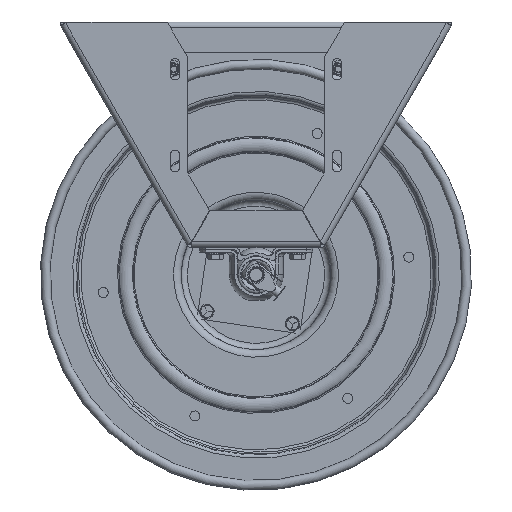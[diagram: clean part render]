
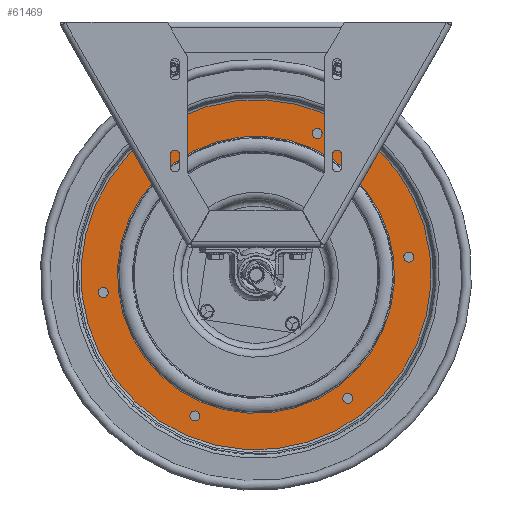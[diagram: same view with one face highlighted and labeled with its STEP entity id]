
A CAD part, front view. The second image highlights one B-rep face of the part: STEP entity #61469.
In plain terms, the highlighted planar face has unit normal (0, -1, 0).
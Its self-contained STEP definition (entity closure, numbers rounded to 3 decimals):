
#1572=FACE_BOUND('',#6774,.T.);
#1573=FACE_BOUND('',#6775,.T.);
#1574=FACE_BOUND('',#6776,.T.);
#1575=FACE_BOUND('',#6777,.T.);
#1576=FACE_BOUND('',#6778,.T.);
#1577=FACE_BOUND('',#6779,.T.);
#1578=FACE_BOUND('',#6780,.T.);
#2104=PLANE('',#65097);
#3693=FACE_OUTER_BOUND('',#6773,.T.);
#6773=EDGE_LOOP('',(#45162,#45163));
#6774=EDGE_LOOP('',(#45164,#45165));
#6775=EDGE_LOOP('',(#45166));
#6776=EDGE_LOOP('',(#45167));
#6777=EDGE_LOOP('',(#45168));
#6778=EDGE_LOOP('',(#45169));
#6779=EDGE_LOOP('',(#45170));
#6780=EDGE_LOOP('',(#45171));
#20223=CIRCLE('',#65094,5.667);
#20225=CIRCLE('',#65096,5.667);
#20226=CIRCLE('',#65098,7.159);
#20227=CIRCLE('',#65099,7.159);
#20228=CIRCLE('',#65100,0.205);
#20229=CIRCLE('',#65101,0.205);
#20230=CIRCLE('',#65102,0.205);
#20231=CIRCLE('',#65103,0.205);
#20232=CIRCLE('',#65104,0.205);
#20233=CIRCLE('',#65105,0.205);
#25215=VERTEX_POINT('',#103488);
#25216=VERTEX_POINT('',#103489);
#25217=VERTEX_POINT('',#103494);
#25218=VERTEX_POINT('',#103495);
#25219=VERTEX_POINT('',#103498);
#25220=VERTEX_POINT('',#103500);
#25221=VERTEX_POINT('',#103502);
#25222=VERTEX_POINT('',#103504);
#25223=VERTEX_POINT('',#103506);
#25224=VERTEX_POINT('',#103508);
#33260=EDGE_CURVE('',#25215,#25216,#20223,.T.);
#33262=EDGE_CURVE('',#25216,#25215,#20225,.T.);
#33263=EDGE_CURVE('',#25217,#25218,#20226,.T.);
#33264=EDGE_CURVE('',#25218,#25217,#20227,.T.);
#33265=EDGE_CURVE('',#25219,#25219,#20228,.T.);
#33266=EDGE_CURVE('',#25220,#25220,#20229,.T.);
#33267=EDGE_CURVE('',#25221,#25221,#20230,.T.);
#33268=EDGE_CURVE('',#25222,#25222,#20231,.T.);
#33269=EDGE_CURVE('',#25223,#25223,#20232,.T.);
#33270=EDGE_CURVE('',#25224,#25224,#20233,.T.);
#45162=ORIENTED_EDGE('',*,*,#33263,.T.);
#45163=ORIENTED_EDGE('',*,*,#33264,.T.);
#45164=ORIENTED_EDGE('',*,*,#33260,.F.);
#45165=ORIENTED_EDGE('',*,*,#33262,.F.);
#45166=ORIENTED_EDGE('',*,*,#33265,.T.);
#45167=ORIENTED_EDGE('',*,*,#33266,.T.);
#45168=ORIENTED_EDGE('',*,*,#33267,.T.);
#45169=ORIENTED_EDGE('',*,*,#33268,.T.);
#45170=ORIENTED_EDGE('',*,*,#33269,.T.);
#45171=ORIENTED_EDGE('',*,*,#33270,.T.);
#61469=ADVANCED_FACE('',(#3693,#1572,#1573,#1574,#1575,#1576,#1577,#1578),
#2104,.T.);
#65094=AXIS2_PLACEMENT_3D('',#103490,#73599,#73600);
#65096=AXIS2_PLACEMENT_3D('',#103492,#73603,#73604);
#65097=AXIS2_PLACEMENT_3D('',#103493,#73605,#73606);
#65098=AXIS2_PLACEMENT_3D('',#103496,#73607,#73608);
#65099=AXIS2_PLACEMENT_3D('',#103497,#73609,#73610);
#65100=AXIS2_PLACEMENT_3D('',#103499,#73611,#73612);
#65101=AXIS2_PLACEMENT_3D('',#103501,#73613,#73614);
#65102=AXIS2_PLACEMENT_3D('',#103503,#73615,#73616);
#65103=AXIS2_PLACEMENT_3D('',#103505,#73617,#73618);
#65104=AXIS2_PLACEMENT_3D('',#103507,#73619,#73620);
#65105=AXIS2_PLACEMENT_3D('',#103509,#73621,#73622);
#73599=DIRECTION('center_axis',(0.,-1.,0.));
#73600=DIRECTION('ref_axis',(0.803,0.,0.597));
#73603=DIRECTION('center_axis',(0.,-1.,0.));
#73604=DIRECTION('ref_axis',(0.803,0.,0.597));
#73605=DIRECTION('center_axis',(0.,-1.,0.));
#73606=DIRECTION('ref_axis',(0.597,0.,-0.803));
#73607=DIRECTION('center_axis',(0.,-1.,0.));
#73608=DIRECTION('ref_axis',(0.803,0.,0.597));
#73609=DIRECTION('center_axis',(0.,-1.,0.));
#73610=DIRECTION('ref_axis',(0.803,0.,0.597));
#73611=DIRECTION('center_axis',(0.,1.,0.));
#73612=DIRECTION('ref_axis',(-0.803,0.,-0.597));
#73613=DIRECTION('center_axis',(0.,1.,0.));
#73614=DIRECTION('ref_axis',(-0.918,0.,0.397));
#73615=DIRECTION('center_axis',(0.,1.,0.));
#73616=DIRECTION('ref_axis',(-0.115,0.,0.993));
#73617=DIRECTION('center_axis',(0.,1.,0.));
#73618=DIRECTION('ref_axis',(0.803,0.,0.597));
#73619=DIRECTION('center_axis',(0.,1.,0.));
#73620=DIRECTION('ref_axis',(0.918,0.,-0.397));
#73621=DIRECTION('center_axis',(0.,1.,0.));
#73622=DIRECTION('ref_axis',(0.115,0.,-0.993));
#103488=CARTESIAN_POINT('',(4.548,-4.153,3.371));
#103489=CARTESIAN_POINT('',(-3.381,-4.153,4.538));
#103490=CARTESIAN_POINT('Origin',(0.,-4.153,
-0.01));
#103492=CARTESIAN_POINT('Origin',(0.,-4.153,
-0.01));
#103493=CARTESIAN_POINT('Origin',(5.147,-4.153,3.816));
#103494=CARTESIAN_POINT('',(5.746,-4.153,4.261));
#103495=CARTESIAN_POINT('',(-4.271,-4.153,5.736));
#103496=CARTESIAN_POINT('Origin',(0.,-4.153,
-0.01));
#103497=CARTESIAN_POINT('Origin',(0.,-4.153,
-0.01));
#103498=CARTESIAN_POINT('',(-3.588,-4.153,5.161));
#103499=CARTESIAN_POINT('Origin',(-3.752,-4.153,5.038));
#103500=CARTESIAN_POINT('',(2.684,-4.153,5.682));
#103501=CARTESIAN_POINT('Origin',(2.496,-4.153,5.764));
#103502=CARTESIAN_POINT('',(6.272,-4.153,0.512));
#103503=CARTESIAN_POINT('Origin',(6.248,-4.153,0.715));
#103504=CARTESIAN_POINT('',(3.588,-4.153,-5.181));
#103505=CARTESIAN_POINT('Origin',(3.752,-4.153,-5.058));
#103506=CARTESIAN_POINT('',(-2.684,-4.153,-5.702));
#103507=CARTESIAN_POINT('Origin',(-2.496,-4.153,-5.784));
#103508=CARTESIAN_POINT('',(-6.272,-4.153,-0.532));
#103509=CARTESIAN_POINT('Origin',(-6.248,-4.153,-0.735));
